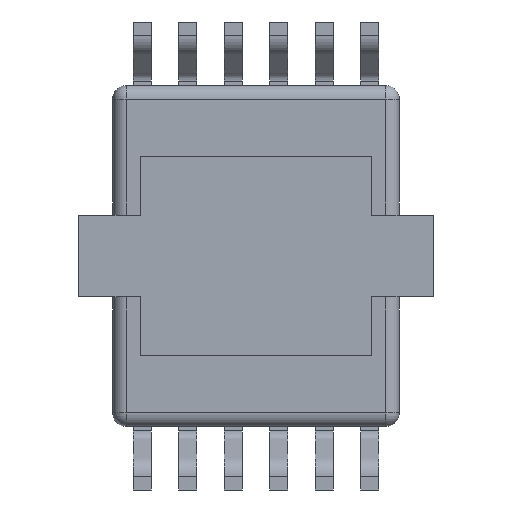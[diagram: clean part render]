
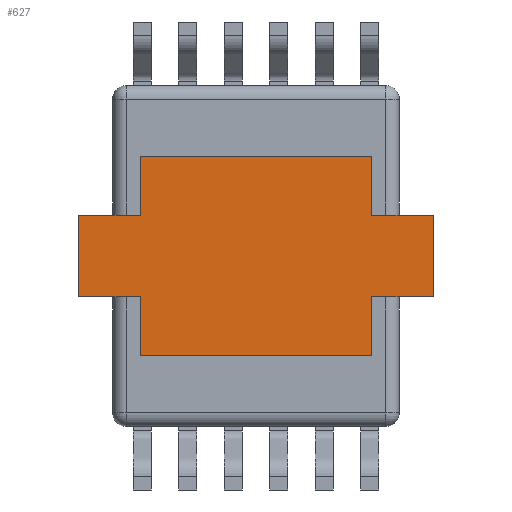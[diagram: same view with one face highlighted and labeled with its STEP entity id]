
A CAD part, front view. The second image highlights one B-rep face of the part: STEP entity #627.
In plain terms, the highlighted planar face has unit normal (0, -1, 0).
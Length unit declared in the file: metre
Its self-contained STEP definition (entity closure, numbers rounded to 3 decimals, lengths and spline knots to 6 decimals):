
#627 = ADVANCED_FACE( '', ( #1303 ), #1304, .F. );
#1303 = FACE_OUTER_BOUND( '', #2049, .T. );
#1304 = PLANE( '', #2050 );
#2049 = EDGE_LOOP( '', ( #3665, #3666, #3667, #3668, #3669, #3670, #3671, #3672, #3673, #3674, #3675, #3676 ) );
#2050 = AXIS2_PLACEMENT_3D( '', #3677, #3678, #3679 );
#3665 = ORIENTED_EDGE( '', *, *, #4911, .T. );
#3666 = ORIENTED_EDGE( '', *, *, #4899, .T. );
#3667 = ORIENTED_EDGE( '', *, *, #4375, .T. );
#3668 = ORIENTED_EDGE( '', *, *, #4618, .T. );
#3669 = ORIENTED_EDGE( '', *, *, #4715, .T. );
#3670 = ORIENTED_EDGE( '', *, *, #4414, .T. );
#3671 = ORIENTED_EDGE( '', *, *, #4929, .T. );
#3672 = ORIENTED_EDGE( '', *, *, #4405, .T. );
#3673 = ORIENTED_EDGE( '', *, *, #4930, .T. );
#3674 = ORIENTED_EDGE( '', *, *, #4782, .T. );
#3675 = ORIENTED_EDGE( '', *, *, #4916, .T. );
#3676 = ORIENTED_EDGE( '', *, *, #4931, .T. );
#3677 = CARTESIAN_POINT( '', ( -0.0012, 0., -0.00425 ) );
#3678 = DIRECTION( '', ( 0., 1., 0. ) );
#3679 = DIRECTION( '', ( 0., 0., 1. ) );
#4375 = EDGE_CURVE( '', #5245, #5243, #5246, .T. );
#4405 = EDGE_CURVE( '', #5295, #5293, #5296, .T. );
#4414 = EDGE_CURVE( '', #5310, #5308, #5311, .T. );
#4618 = EDGE_CURVE( '', #5243, #5648, #5650, .T. );
#4715 = EDGE_CURVE( '', #5648, #5310, #5788, .T. );
#4782 = EDGE_CURVE( '', #5881, #5879, #5882, .T. );
#4899 = EDGE_CURVE( '', #6035, #5245, #6036, .T. );
#4911 = EDGE_CURVE( '', #6050, #6035, #6051, .T. );
#4916 = EDGE_CURVE( '', #5879, #6055, #6057, .T. );
#4929 = EDGE_CURVE( '', #5308, #5295, #6070, .T. );
#4930 = EDGE_CURVE( '', #5293, #5881, #6071, .T. );
#4931 = EDGE_CURVE( '', #6055, #6050, #6072, .T. );
#5243 = VERTEX_POINT( '', #6461 );
#5245 = VERTEX_POINT( '', #6464 );
#5246 = LINE( '', #6465, #6466 );
#5293 = VERTEX_POINT( '', #6532 );
#5295 = VERTEX_POINT( '', #6535 );
#5296 = LINE( '', #6536, #6537 );
#5308 = VERTEX_POINT( '', #6554 );
#5310 = VERTEX_POINT( '', #6557 );
#5311 = LINE( '', #6558, #6559 );
#5648 = VERTEX_POINT( '', #7018 );
#5650 = LINE( '', #7021, #7022 );
#5788 = LINE( '', #7213, #7214 );
#5879 = VERTEX_POINT( '', #7343 );
#5881 = VERTEX_POINT( '', #7346 );
#5882 = LINE( '', #7347, #7348 );
#6035 = VERTEX_POINT( '', #7563 );
#6036 = LINE( '', #7564, #7565 );
#6050 = VERTEX_POINT( '', #7585 );
#6051 = LINE( '', #7586, #7587 );
#6055 = VERTEX_POINT( '', #7592 );
#6057 = LINE( '', #7595, #7596 );
#6070 = LINE( '', #7613, #7614 );
#6071 = LINE( '', #7615, #7616 );
#6072 = LINE( '', #7617, #7618 );
#6461 = CARTESIAN_POINT( '', ( 0.00015, 0., -0.00735 ) );
#6464 = CARTESIAN_POINT( '', ( 0.00015, 0., -0.00605 ) );
#6465 = CARTESIAN_POINT( '', ( 0.00015, 0., -0.00735 ) );
#6466 = VECTOR( '', #7913, 1. );
#6532 = CARTESIAN_POINT( '', ( 0.00525, 0., -0.00425 ) );
#6535 = CARTESIAN_POINT( '', ( 0.0066, 0., -0.00425 ) );
#6536 = CARTESIAN_POINT( '', ( 0.00525, 0., -0.00425 ) );
#6537 = VECTOR( '', #7940, 1. );
#6554 = CARTESIAN_POINT( '', ( 0.0066, 0., -0.00605 ) );
#6557 = CARTESIAN_POINT( '', ( 0.00525, 0., -0.00605 ) );
#6558 = CARTESIAN_POINT( '', ( 0.0066, 0., -0.00605 ) );
#6559 = VECTOR( '', #7947, 1. );
#7018 = CARTESIAN_POINT( '', ( 0.00525, 0., -0.00735 ) );
#7021 = CARTESIAN_POINT( '', ( 0.00525, 0., -0.00735 ) );
#7022 = VECTOR( '', #8203, 1. );
#7213 = CARTESIAN_POINT( '', ( 0.00525, 0., -0.00605 ) );
#7214 = VECTOR( '', #8317, 1. );
#7343 = CARTESIAN_POINT( '', ( 0.00015, 0., -0.00295 ) );
#7346 = CARTESIAN_POINT( '', ( 0.00525, 0., -0.00295 ) );
#7347 = CARTESIAN_POINT( '', ( 0.00015, 0., -0.00295 ) );
#7348 = VECTOR( '', #8375, 1. );
#7563 = CARTESIAN_POINT( '', ( -0.0012, 0., -0.00605 ) );
#7564 = CARTESIAN_POINT( '', ( 0.00015, 0., -0.00605 ) );
#7565 = VECTOR( '', #8495, 1. );
#7585 = CARTESIAN_POINT( '', ( -0.0012, 0., -0.00425 ) );
#7586 = CARTESIAN_POINT( '', ( -0.0012, 0., -0.00605 ) );
#7587 = VECTOR( '', #8502, 1. );
#7592 = CARTESIAN_POINT( '', ( 0.00015, 0., -0.00425 ) );
#7595 = CARTESIAN_POINT( '', ( 0.00015, 0., -0.00425 ) );
#7596 = VECTOR( '', #8505, 1. );
#7613 = CARTESIAN_POINT( '', ( 0.0066, 0., -0.00425 ) );
#7614 = VECTOR( '', #8513, 1. );
#7615 = CARTESIAN_POINT( '', ( 0.00525, 0., -0.00295 ) );
#7616 = VECTOR( '', #8514, 1. );
#7617 = CARTESIAN_POINT( '', ( -0.0012, 0., -0.00425 ) );
#7618 = VECTOR( '', #8515, 1. );
#7913 = DIRECTION( '', ( 0., 0., -1. ) );
#7940 = DIRECTION( '', ( -1., 0., 0. ) );
#7947 = DIRECTION( '', ( 1., 0., 0. ) );
#8203 = DIRECTION( '', ( 1., 0., 0. ) );
#8317 = DIRECTION( '', ( 0., 0., 1. ) );
#8375 = DIRECTION( '', ( -1., 0., 0. ) );
#8495 = DIRECTION( '', ( 1., 0., 0. ) );
#8502 = DIRECTION( '', ( 0., 0., -1. ) );
#8505 = DIRECTION( '', ( 0., 0., -1. ) );
#8513 = DIRECTION( '', ( 0., 0., 1. ) );
#8514 = DIRECTION( '', ( 0., 0., 1. ) );
#8515 = DIRECTION( '', ( -1., 0., 0. ) );
